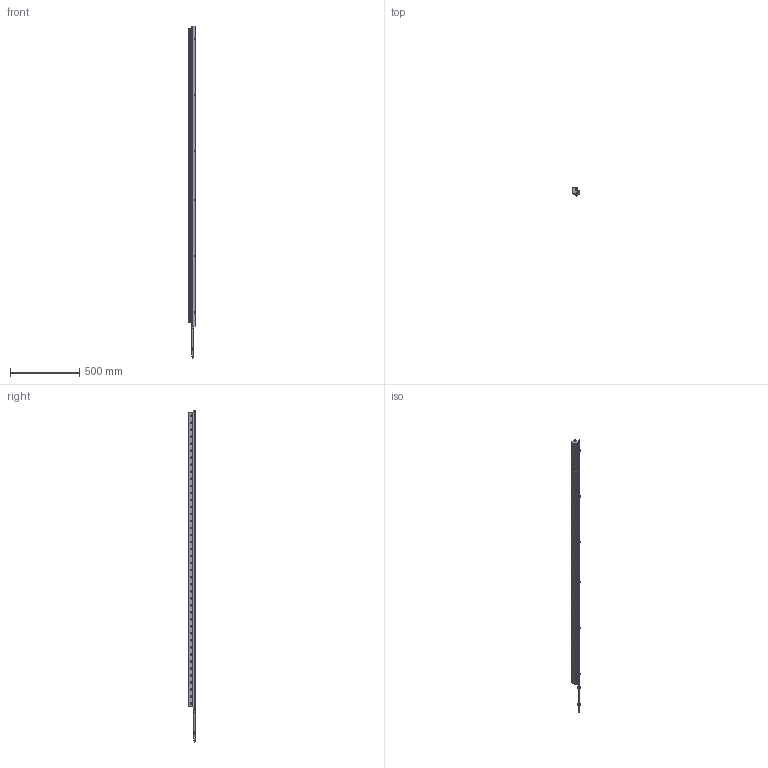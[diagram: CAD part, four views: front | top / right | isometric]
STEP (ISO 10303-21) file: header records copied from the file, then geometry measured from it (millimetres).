
FILE_DESCRIPTION(/* description */ (''),/* implementation_level */ '2;1');
FILE_NAME(/* name */ '112084-DIM.stp',/* time_stamp */ '2022-11-30T08:55:06-05:00',/* author */ ('Nathan Yorke'),/* organization */ (''),/* preprocessor_version */ 'ST-DEVELOPER v19',/* originating_system */ 'Autodesk Inventor 2023',/* authorisation */ '');
FILE_SCHEMA (('AUTOMOTIVE_DESIGN { 1 0 10303 214 3 1 1 }'));
Length unit declared in the file: inch
Products named in the file (1): 112084-DIM
Bounding box: 46.9 x 57.63 x 2402.93 mm (x, y, z)
Volume: 3337911.1 mm3; surface area: 616052.8 mm2
Topology: 2 solids, 2 shells, 1346 faces, 3047 edges, 2014 vertices
Faces by surface type: plane 755, cylinder 362, cone 171, torus 58
Full cylindrical faces by diameter (mm): 0.635 x168, 1.984 x2, 2.54 x1, 2.845 x2, 3.454 x1, 3.485 x1, 4.089 x6, 4.978 x1, 5.055 x1, 5.159 x36, 6.35 x1, 6.604 x1, 6.731 x1, 8.128 x2, 9.144 x1, 9.169 x6, 9.423 x1, 9.525 x2, 10.058 x1, 10.414 x2, 11.1 x48, 11.112 x9, 12.7 x42, 13.462 x1, 13.716 x1, 15.875 x2
Entity records: 38914 total; most frequent: CARTESIAN_POINT 7459, DIRECTION 6362, ORIENTED_EDGE 5970, EDGE_CURVE 2985, AXIS2_PLACEMENT_3D 2452, VERTEX_POINT 2014, EDGE_LOOP 1739, LINE 1458
